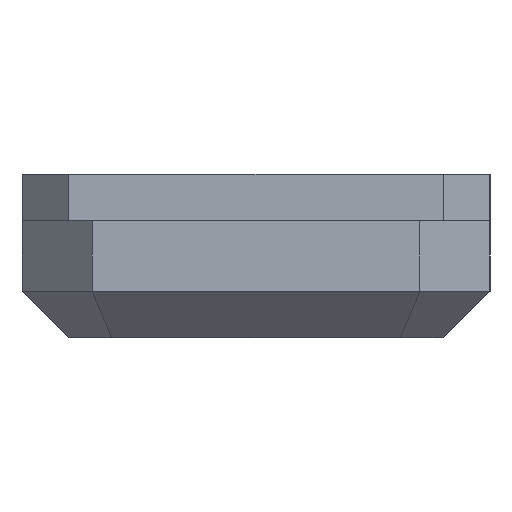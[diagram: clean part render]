
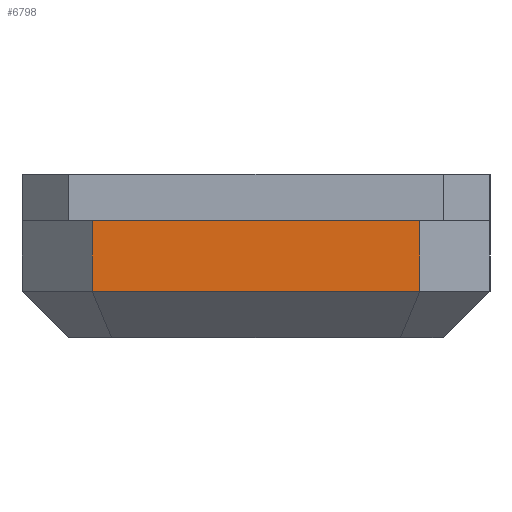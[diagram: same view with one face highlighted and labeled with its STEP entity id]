
A CAD part, left-side view. The second image highlights one B-rep face of the part: STEP entity #6798.
In plain terms, the highlighted planar face has unit normal (-1, 0, 0).
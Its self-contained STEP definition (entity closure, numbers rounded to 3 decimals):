
#434=FACE_OUTER_BOUND('',#778,.T.);
#778=EDGE_LOOP('',(#5001,#5002,#5003,#5004));
#1451=LINE('',#9978,#2321);
#1482=LINE('',#10039,#2352);
#1484=LINE('',#10043,#2354);
#1485=LINE('',#10044,#2355);
#2321=VECTOR('',#8118,10.);
#2352=VECTOR('',#8169,10.);
#2354=VECTOR('',#8173,10.);
#2355=VECTOR('',#8174,10.);
#3085=VERTEX_POINT('',#9975);
#3086=VERTEX_POINT('',#9977);
#3106=VERTEX_POINT('',#10038);
#3107=VERTEX_POINT('',#10042);
#3843=EDGE_CURVE('',#3085,#3086,#1451,.T.);
#3874=EDGE_CURVE('',#3086,#3106,#1482,.T.);
#3876=EDGE_CURVE('',#3107,#3085,#1484,.T.);
#3877=EDGE_CURVE('',#3106,#3107,#1485,.T.);
#5001=ORIENTED_EDGE('',*,*,#3843,.F.);
#5002=ORIENTED_EDGE('',*,*,#3876,.F.);
#5003=ORIENTED_EDGE('',*,*,#3877,.F.);
#5004=ORIENTED_EDGE('',*,*,#3874,.F.);
#6499=PLANE('',#7192);
#6798=ADVANCED_FACE('',(#434),#6499,.T.);
#7192=AXIS2_PLACEMENT_3D('',#10041,#8171,#8172);
#8118=DIRECTION('',(0.,1.,0.));
#8169=DIRECTION('',(0.,0.,1.));
#8171=DIRECTION('center_axis',(-1.,0.,0.));
#8172=DIRECTION('ref_axis',(0.,-1.,0.));
#8173=DIRECTION('',(0.,0.,-1.));
#8174=DIRECTION('',(0.,-1.,0.));
#9975=CARTESIAN_POINT('',(-85.486,-140.,3.852));
#9977=CARTESIAN_POINT('',(-85.486,-126.,3.852));
#9978=CARTESIAN_POINT('',(-85.486,-129.5,3.852));
#10038=CARTESIAN_POINT('',(-85.486,-126.,6.852));
#10039=CARTESIAN_POINT('',(-85.486,-126.,4.852));
#10041=CARTESIAN_POINT('Origin',(-85.486,-126.,4.852));
#10042=CARTESIAN_POINT('',(-85.486,-140.,6.852));
#10043=CARTESIAN_POINT('',(-85.486,-140.,4.852));
#10044=CARTESIAN_POINT('',(-85.486,-140.,6.852));
